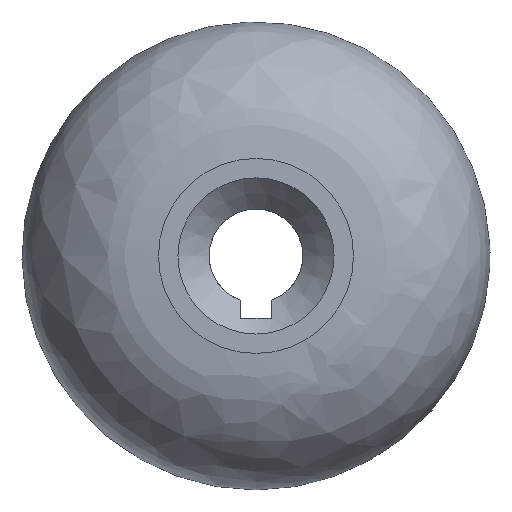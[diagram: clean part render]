
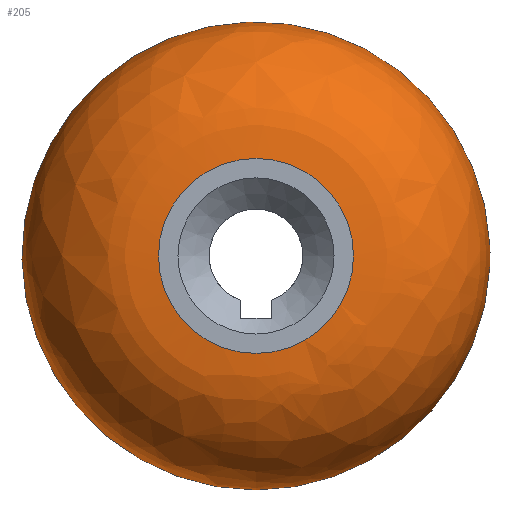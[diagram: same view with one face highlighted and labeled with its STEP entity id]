
A CAD part, front view. The second image highlights one B-rep face of the part: STEP entity #205.
In plain terms, the highlighted free-form (B-spline) face has degree [2, 2] with [3, 9] control points.
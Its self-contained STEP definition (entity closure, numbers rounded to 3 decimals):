
#16=(
BOUNDED_SURFACE()
B_SPLINE_SURFACE(2,2,((#512,#513,#514,#515,#516,#517,#518,#519,#520),(#521,
#522,#523,#524,#525,#526,#527,#528,#529),(#530,#531,#532,#533,#534,#535,
#536,#537,#538)),.UNSPECIFIED.,.F.,.T.,.F.)
B_SPLINE_SURFACE_WITH_KNOTS((3,3),(3,2,2,2,3),(-1.571,0.),(-3.142,
-1.571,0.,1.571,3.142),.UNSPECIFIED.)
GEOMETRIC_REPRESENTATION_ITEM()
RATIONAL_B_SPLINE_SURFACE(((1.,0.707,1.,0.707,1.,
0.707,1.,0.707,1.),(0.707,0.5,0.707,
0.5,0.707,0.5,0.707,0.5,0.707),(1.,
0.707,1.,0.707,1.,0.707,1.,0.707,
1.)))
REPRESENTATION_ITEM('')
SURFACE()
);
#40=FACE_OUTER_BOUND('',#53,.T.);
#53=EDGE_LOOP('',(#173,#174,#175,#176,#177,#178));
#78=CIRCLE('',#231,12.5);
#80=CIRCLE('',#234,30.);
#81=CIRCLE('',#235,30.);
#84=CIRCLE('',#238,30.);
#85=CIRCLE('',#239,17.5);
#100=VERTEX_POINT('',#326);
#102=VERTEX_POINT('',#330);
#103=VERTEX_POINT('',#332);
#104=VERTEX_POINT('',#334);
#122=EDGE_CURVE('',#100,#100,#78,.T.);
#124=EDGE_CURVE('',#103,#102,#80,.T.);
#125=EDGE_CURVE('',#104,#103,#81,.T.);
#130=EDGE_CURVE('',#102,#104,#84,.T.);
#134=EDGE_CURVE('',#103,#100,#85,.T.);
#173=ORIENTED_EDGE('',*,*,#125,.T.);
#174=ORIENTED_EDGE('',*,*,#134,.T.);
#175=ORIENTED_EDGE('',*,*,#122,.T.);
#176=ORIENTED_EDGE('',*,*,#134,.F.);
#177=ORIENTED_EDGE('',*,*,#124,.T.);
#178=ORIENTED_EDGE('',*,*,#130,.T.);
#205=ADVANCED_FACE('',(#40),#16,.F.);
#231=AXIS2_PLACEMENT_3D('',#327,#266,#267);
#234=AXIS2_PLACEMENT_3D('',#333,#272,#273);
#235=AXIS2_PLACEMENT_3D('',#335,#274,#275);
#238=AXIS2_PLACEMENT_3D('',#368,#280,#281);
#239=AXIS2_PLACEMENT_3D('',#539,#282,#283);
#266=DIRECTION('center_axis',(0.,1.,0.));
#267=DIRECTION('ref_axis',(1.,0.,0.));
#272=DIRECTION('center_axis',(0.,-1.,0.));
#273=DIRECTION('ref_axis',(1.,0.,0.));
#274=DIRECTION('center_axis',(0.,-1.,0.));
#275=DIRECTION('ref_axis',(1.,0.,0.));
#280=DIRECTION('center_axis',(0.,-1.,0.));
#281=DIRECTION('ref_axis',(1.,0.,0.));
#282=DIRECTION('center_axis',(-1.,0.,0.));
#283=DIRECTION('ref_axis',(0.,0.,-1.));
#326=CARTESIAN_POINT('',(0.,0.,-12.5));
#327=CARTESIAN_POINT('Origin',(0.,0.,0.));
#330=CARTESIAN_POINT('',(29.967,17.5,-1.416));
#332=CARTESIAN_POINT('',(0.,17.5,-30.));
#333=CARTESIAN_POINT('Origin',(0.,17.5,0.));
#334=CARTESIAN_POINT('',(29.967,17.5,1.416));
#335=CARTESIAN_POINT('Origin',(0.,17.5,0.));
#368=CARTESIAN_POINT('Origin',(0.,17.5,0.));
#512=CARTESIAN_POINT('Ctrl Pts',(0.,0.,-12.5));
#513=CARTESIAN_POINT('Ctrl Pts',(-12.5,0.,-12.5));
#514=CARTESIAN_POINT('Ctrl Pts',(-12.5,0.,0.));
#515=CARTESIAN_POINT('Ctrl Pts',(-12.5,0.,12.5));
#516=CARTESIAN_POINT('Ctrl Pts',(0.,0.,12.5));
#517=CARTESIAN_POINT('Ctrl Pts',(12.5,0.,12.5));
#518=CARTESIAN_POINT('Ctrl Pts',(12.5,0.,0.));
#519=CARTESIAN_POINT('Ctrl Pts',(12.5,0.,-12.5));
#520=CARTESIAN_POINT('Ctrl Pts',(0.,0.,-12.5));
#521=CARTESIAN_POINT('Ctrl Pts',(0.,0.,-30.));
#522=CARTESIAN_POINT('Ctrl Pts',(-30.,0.,-30.));
#523=CARTESIAN_POINT('Ctrl Pts',(-30.,0.,0.));
#524=CARTESIAN_POINT('Ctrl Pts',(-30.,0.,30.));
#525=CARTESIAN_POINT('Ctrl Pts',(0.,0.,30.));
#526=CARTESIAN_POINT('Ctrl Pts',(30.,0.,30.));
#527=CARTESIAN_POINT('Ctrl Pts',(30.,0.,0.));
#528=CARTESIAN_POINT('Ctrl Pts',(30.,0.,-30.));
#529=CARTESIAN_POINT('Ctrl Pts',(0.,0.,-30.));
#530=CARTESIAN_POINT('Ctrl Pts',(0.,17.5,-30.));
#531=CARTESIAN_POINT('Ctrl Pts',(-30.,17.5,-30.));
#532=CARTESIAN_POINT('Ctrl Pts',(-30.,17.5,0.));
#533=CARTESIAN_POINT('Ctrl Pts',(-30.,17.5,30.));
#534=CARTESIAN_POINT('Ctrl Pts',(0.,17.5,30.));
#535=CARTESIAN_POINT('Ctrl Pts',(30.,17.5,30.));
#536=CARTESIAN_POINT('Ctrl Pts',(30.,17.5,0.));
#537=CARTESIAN_POINT('Ctrl Pts',(30.,17.5,-30.));
#538=CARTESIAN_POINT('Ctrl Pts',(0.,17.5,-30.));
#539=CARTESIAN_POINT('Origin',(0.,17.5,-12.5));
